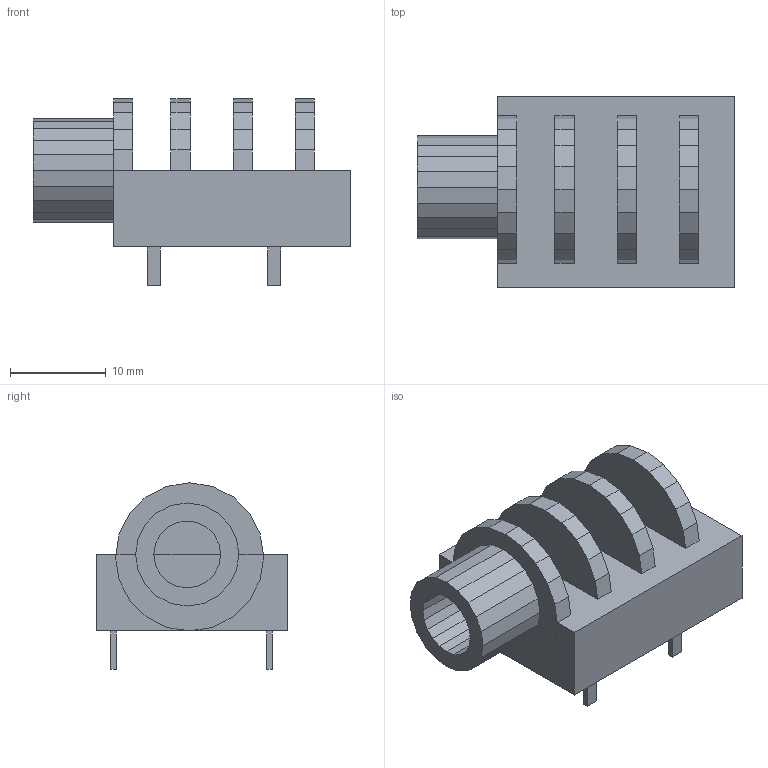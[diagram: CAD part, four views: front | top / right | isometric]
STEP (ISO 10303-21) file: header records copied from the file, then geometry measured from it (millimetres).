
FILE_DESCRIPTION(('FreeCAD Model'),'2;1');
FILE_NAME('Jack_6.35mm_CUI_SK-6307_Horizontal.step','2020-11-03T23:28:15',('kicad StepUp'),( 'ksu MCAD'),'Open CASCADE STEP processor 7.4','FreeCAD','Unknown');
FILE_SCHEMA(('AUTOMOTIVE_DESIGN { 1 0 10303 214 1 1 1 1 }'));
Length unit declared in the file: millimetre
Products named in the file (1): Jack_6.35mm_CUI_SK-6307_Horizontal
Bounding box: 33.2 x 20 x 19.5 mm (x, y, z)
Volume: 5131.9 mm3; surface area: 3018.7 mm2
Topology: 1 solids, 1 shells, 119 faces, 328 edges, 219 vertices
Faces by surface type: plane 119
Entity records: 4556 total; most frequent: CARTESIAN_POINT 667, ORIENTED_EDGE 656, DIRECTION 568, EDGE_CURVE 328, LINE 328, VECTOR 328, VERTEX_POINT 219, FACE_BOUND 127
